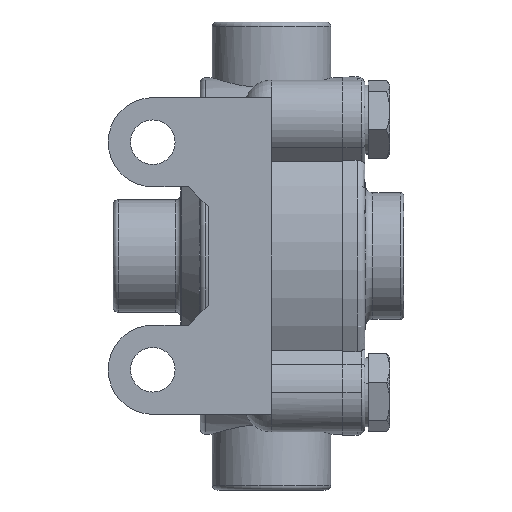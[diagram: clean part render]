
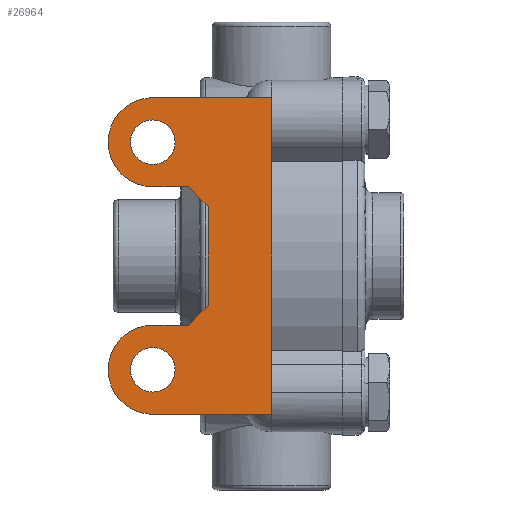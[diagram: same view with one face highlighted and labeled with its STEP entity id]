
A CAD part, front view. The second image highlights one B-rep face of the part: STEP entity #26964.
In plain terms, the highlighted planar face has unit normal (0, -1, 0).
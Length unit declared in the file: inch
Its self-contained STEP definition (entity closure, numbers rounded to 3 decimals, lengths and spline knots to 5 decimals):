
#169 = CARTESIAN_POINT ( 'NONE',  ( 0.25, -1.375, -0.57812 ) ) ;
#286 = CARTESIAN_POINT ( 'NONE',  ( 0.475, -1.375, 0.4375 ) ) ;
#392 = ORIENTED_EDGE ( 'NONE', *, *, #8624, .T. ) ;
#729 = DIRECTION ( 'NONE',  ( 0., -1., 0. ) ) ;
#995 = AXIS2_PLACEMENT_3D ( 'NONE', #10580, #729, #23927 ) ;
#1314 = DIRECTION ( 'NONE',  ( 0., 0., -1. ) ) ;
#1321 = FACE_BOUND ( 'NONE', #13874, .T. ) ;
#1970 = VECTOR ( 'NONE', #18719, 39.37008 ) ;
#2182 = VECTOR ( 'NONE', #7398, 39.37008 ) ;
#2210 = CARTESIAN_POINT ( 'NONE',  ( 0.25, -1.375, -0.71875 ) ) ;
#2548 = LINE ( 'NONE', #286, #18309 ) ;
#2626 = EDGE_CURVE ( 'NONE', #10305, #16715, #25477, .T. ) ;
#2740 = VECTOR ( 'NONE', #6540, 39.37008 ) ;
#2936 = CARTESIAN_POINT ( 'NONE',  ( 0.875, -1.375, 1. ) ) ;
#3795 = EDGE_CURVE ( 'NONE', #22327, #16617, #2548, .T. ) ;
#3820 = LINE ( 'NONE', #28539, #14866 ) ;
#4538 = LINE ( 'NONE', #29424, #5542 ) ;
#4690 = VECTOR ( 'NONE', #1314, 39.37008 ) ;
#4769 = LINE ( 'NONE', #2936, #1970 ) ;
#4984 = CARTESIAN_POINT ( 'NONE',  ( 0.475, -1.375, -0.4375 ) ) ;
#5114 = VERTEX_POINT ( 'NONE', #8740 ) ;
#5442 = ORIENTED_EDGE ( 'NONE', *, *, #19728, .T. ) ;
#5542 = VECTOR ( 'NONE', #13786, 39.37008 ) ;
#5717 = FACE_OUTER_BOUND ( 'NONE', #5892, .T. ) ;
#5861 = FACE_BOUND ( 'NONE', #17531, .T. ) ;
#5892 = EDGE_LOOP ( 'NONE', ( #9895, #25667, #5442, #8025, #12535, #8787, #22901, #392, #24442, #21268 ) ) ;
#6123 = VERTEX_POINT ( 'NONE', #12223 ) ;
#6265 = ORIENTED_EDGE ( 'NONE', *, *, #22064, .F. ) ;
#6469 = DIRECTION ( 'NONE',  ( 0., -1., 0. ) ) ;
#6540 = DIRECTION ( 'NONE',  ( 1., 0., 0. ) ) ;
#6688 = CARTESIAN_POINT ( 'NONE',  ( 0.475, -1.375, 0.4375 ) ) ;
#6703 = LINE ( 'NONE', #6853, #28119 ) ;
#6853 = CARTESIAN_POINT ( 'NONE',  ( 0.25, -1.375, 0.4375 ) ) ;
#7398 = DIRECTION ( 'NONE',  ( -0.707, 0., -0.707 ) ) ;
#7684 = PLANE ( 'NONE',  #995 ) ;
#8016 = VERTEX_POINT ( 'NONE', #16971 ) ;
#8025 = ORIENTED_EDGE ( 'NONE', *, *, #13350, .T. ) ;
#8237 = ORIENTED_EDGE ( 'NONE', *, *, #2626, .F. ) ;
#8494 = EDGE_CURVE ( 'NONE', #16617, #22637, #19960, .T. ) ;
#8624 = EDGE_CURVE ( 'NONE', #6123, #25589, #3820, .T. ) ;
#8740 = CARTESIAN_POINT ( 'NONE',  ( 0.25, -1.375, 0.85938 ) ) ;
#8782 = CARTESIAN_POINT ( 'NONE',  ( 0.25, -1.375, -0.71875 ) ) ;
#8787 = ORIENTED_EDGE ( 'NONE', *, *, #8494, .T. ) ;
#8842 = DIRECTION ( 'NONE',  ( 1., 0., 0. ) ) ;
#8867 = CARTESIAN_POINT ( 'NONE',  ( 0.25, -1.375, -0.71875 ) ) ;
#9120 = CARTESIAN_POINT ( 'NONE',  ( 1., -1.375, 1. ) ) ;
#9895 = ORIENTED_EDGE ( 'NONE', *, *, #24276, .F. ) ;
#10305 = VERTEX_POINT ( 'NONE', #23204 ) ;
#10580 = CARTESIAN_POINT ( 'NONE',  ( 0.875, -1.375, 1. ) ) ;
#11988 = DIRECTION ( 'NONE',  ( 0., -1., 0. ) ) ;
#12223 = CARTESIAN_POINT ( 'NONE',  ( 0.475, -1.375, -0.4375 ) ) ;
#12535 = ORIENTED_EDGE ( 'NONE', *, *, #3795, .T. ) ;
#12653 = VERTEX_POINT ( 'NONE', #14092 ) ;
#12969 = DIRECTION ( 'NONE',  ( 0., -1., 0. ) ) ;
#13103 = EDGE_CURVE ( 'NONE', #18876, #22211, #4769, .T. ) ;
#13350 = EDGE_CURVE ( 'NONE', #12653, #22327, #6703, .T. ) ;
#13786 = DIRECTION ( 'NONE',  ( 0., 0., -1. ) ) ;
#13829 = CIRCLE ( 'NONE', #29337, 0.28125 ) ;
#13872 = CIRCLE ( 'NONE', #21641, 0.14063 ) ;
#13874 = EDGE_LOOP ( 'NONE', ( #28630, #6265 ) ) ;
#14092 = CARTESIAN_POINT ( 'NONE',  ( 0.25, -1.375, 0.4375 ) ) ;
#14408 = CARTESIAN_POINT ( 'NONE',  ( 0.25, -1.375, 0.71875 ) ) ;
#14441 = CARTESIAN_POINT ( 'NONE',  ( 0.25, -1.375, 0.71875 ) ) ;
#14866 = VECTOR ( 'NONE', #17622, 39.37008 ) ;
#15306 = CARTESIAN_POINT ( 'NONE',  ( 0.6, -1.375, -0.3125 ) ) ;
#15402 = CARTESIAN_POINT ( 'NONE',  ( 0.25, -1.375, -1. ) ) ;
#15640 = LINE ( 'NONE', #27023, #2740 ) ;
#16617 = VERTEX_POINT ( 'NONE', #25473 ) ;
#16715 = VERTEX_POINT ( 'NONE', #169 ) ;
#16736 = AXIS2_PLACEMENT_3D ( 'NONE', #26618, #26171, #16779 ) ;
#16779 = DIRECTION ( 'NONE',  ( 0., 0., -1. ) ) ;
#16866 = VERTEX_POINT ( 'NONE', #26681 ) ;
#16971 = CARTESIAN_POINT ( 'NONE',  ( 0.25, -1.375, 0.57812 ) ) ;
#17531 = EDGE_LOOP ( 'NONE', ( #8237, #27931 ) ) ;
#17622 = DIRECTION ( 'NONE',  ( -1., 0., 0. ) ) ;
#17670 = DIRECTION ( 'NONE',  ( 0., 0., -1. ) ) ;
#17689 = CARTESIAN_POINT ( 'NONE',  ( 0.6, -1.375, 0.3125 ) ) ;
#17930 = EDGE_CURVE ( 'NONE', #22637, #6123, #25756, .T. ) ;
#18182 = DIRECTION ( 'NONE',  ( 0., -1., 0. ) ) ;
#18309 = VECTOR ( 'NONE', #23637, 39.37008 ) ;
#18399 = AXIS2_PLACEMENT_3D ( 'NONE', #2210, #6469, #24971 ) ;
#18719 = DIRECTION ( 'NONE',  ( 1., 0., 0. ) ) ;
#18876 = VERTEX_POINT ( 'NONE', #26957 ) ;
#19066 = EDGE_CURVE ( 'NONE', #8016, #5114, #27856, .T. ) ;
#19728 = EDGE_CURVE ( 'NONE', #18876, #12653, #13829, .T. ) ;
#19960 = LINE ( 'NONE', #17689, #4690 ) ;
#20566 = CIRCLE ( 'NONE', #26368, 0.14063 ) ;
#20977 = DIRECTION ( 'NONE',  ( 0., 0., -1. ) ) ;
#21268 = ORIENTED_EDGE ( 'NONE', *, *, #22210, .T. ) ;
#21546 = DIRECTION ( 'NONE',  ( 0., 0., -1. ) ) ;
#21641 = AXIS2_PLACEMENT_3D ( 'NONE', #14441, #28088, #20977 ) ;
#22064 = EDGE_CURVE ( 'NONE', #5114, #8016, #13872, .T. ) ;
#22210 = EDGE_CURVE ( 'NONE', #27048, #16866, #15640, .T. ) ;
#22211 = VERTEX_POINT ( 'NONE', #9120 ) ;
#22327 = VERTEX_POINT ( 'NONE', #6688 ) ;
#22637 = VERTEX_POINT ( 'NONE', #15306 ) ;
#22901 = ORIENTED_EDGE ( 'NONE', *, *, #17930, .T. ) ;
#23204 = CARTESIAN_POINT ( 'NONE',  ( 0.25, -1.375, -0.85938 ) ) ;
#23637 = DIRECTION ( 'NONE',  ( 0.707, 0., -0.707 ) ) ;
#23927 = DIRECTION ( 'NONE',  ( 0., 0., -1. ) ) ;
#24014 = EDGE_CURVE ( 'NONE', #16715, #10305, #20566, .T. ) ;
#24276 = EDGE_CURVE ( 'NONE', #22211, #16866, #4538, .T. ) ;
#24442 = ORIENTED_EDGE ( 'NONE', *, *, #25355, .T. ) ;
#24971 = DIRECTION ( 'NONE',  ( 0., 0., 1. ) ) ;
#25355 = EDGE_CURVE ( 'NONE', #25589, #27048, #30017, .T. ) ;
#25473 = CARTESIAN_POINT ( 'NONE',  ( 0.6, -1.375, 0.3125 ) ) ;
#25477 = CIRCLE ( 'NONE', #28881, 0.14063 ) ;
#25589 = VERTEX_POINT ( 'NONE', #28440 ) ;
#25667 = ORIENTED_EDGE ( 'NONE', *, *, #13103, .F. ) ;
#25756 = LINE ( 'NONE', #4984, #2182 ) ;
#26171 = DIRECTION ( 'NONE',  ( 0., -1., 0. ) ) ;
#26368 = AXIS2_PLACEMENT_3D ( 'NONE', #8867, #12969, #17670 ) ;
#26618 = CARTESIAN_POINT ( 'NONE',  ( 0.25, -1.375, 0.71875 ) ) ;
#26681 = CARTESIAN_POINT ( 'NONE',  ( 1., -1.375, -1. ) ) ;
#26957 = CARTESIAN_POINT ( 'NONE',  ( 0.25, -1.375, 1. ) ) ;
#26964 = ADVANCED_FACE ( 'NONE', ( #5717, #5861, #1321 ), #7684, .T. ) ;
#27023 = CARTESIAN_POINT ( 'NONE',  ( 0.875, -1.375, -1. ) ) ;
#27048 = VERTEX_POINT ( 'NONE', #15402 ) ;
#27856 = CIRCLE ( 'NONE', #16736, 0.14063 ) ;
#27931 = ORIENTED_EDGE ( 'NONE', *, *, #24014, .F. ) ;
#28088 = DIRECTION ( 'NONE',  ( 0., -1., 0. ) ) ;
#28119 = VECTOR ( 'NONE', #8842, 39.37008 ) ;
#28440 = CARTESIAN_POINT ( 'NONE',  ( 0.25, -1.375, -0.4375 ) ) ;
#28539 = CARTESIAN_POINT ( 'NONE',  ( 0.25, -1.375, -0.4375 ) ) ;
#28630 = ORIENTED_EDGE ( 'NONE', *, *, #19066, .F. ) ;
#28881 = AXIS2_PLACEMENT_3D ( 'NONE', #8782, #18182, #29997 ) ;
#29337 = AXIS2_PLACEMENT_3D ( 'NONE', #14408, #11988, #21546 ) ;
#29424 = CARTESIAN_POINT ( 'NONE',  ( 1., -1.375, 1. ) ) ;
#29997 = DIRECTION ( 'NONE',  ( 0., 0., -1. ) ) ;
#30017 = CIRCLE ( 'NONE', #18399, 0.28125 ) ;
